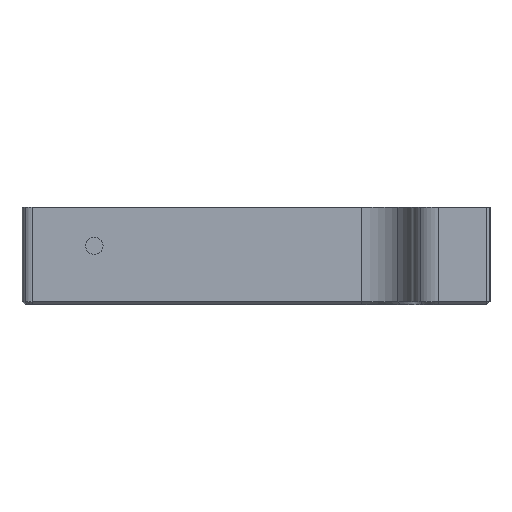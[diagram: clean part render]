
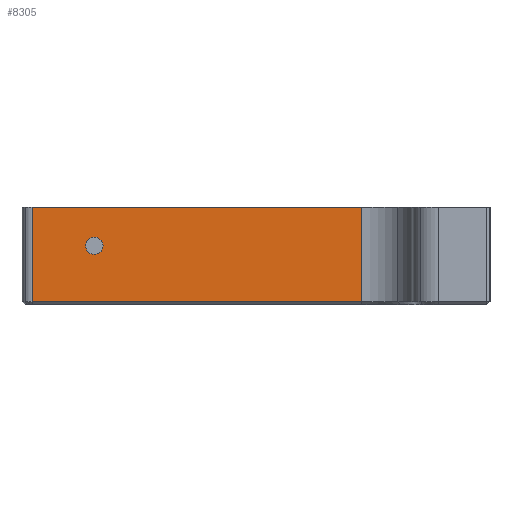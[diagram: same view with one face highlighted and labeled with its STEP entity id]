
A CAD part, left-side view. The second image highlights one B-rep face of the part: STEP entity #8305.
In plain terms, the highlighted planar face has unit normal (-1, 0, 0).
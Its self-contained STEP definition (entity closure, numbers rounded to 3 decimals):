
#24 = DIRECTION ( 'NONE',  ( 1., 0., 0. ) ) ;
#55 = ORIENTED_EDGE ( 'NONE', *, *, #7739, .F. ) ;
#237 = DIRECTION ( 'NONE',  ( 0., 0., 1. ) ) ;
#323 = CARTESIAN_POINT ( 'NONE',  ( -4., 10.1, 7.5 ) ) ;
#597 = CARTESIAN_POINT ( 'NONE',  ( -4., 10.1, 5.8 ) ) ;
#664 = LINE ( 'NONE', #2679, #1502 ) ;
#803 = CARTESIAN_POINT ( 'NONE',  ( -4., -42., 15. ) ) ;
#921 = VERTEX_POINT ( 'NONE', #5010 ) ;
#1142 = EDGE_CURVE ( 'NONE', #2525, #1384, #5401, .T. ) ;
#1384 = VERTEX_POINT ( 'NONE', #6463 ) ;
#1502 = VECTOR ( 'NONE', #3411, 1000. ) ;
#1655 = DIRECTION ( 'NONE',  ( 1., 0., 0. ) ) ;
#2119 = EDGE_LOOP ( 'NONE', ( #2265, #4762 ) ) ;
#2243 = ORIENTED_EDGE ( 'NONE', *, *, #4051, .F. ) ;
#2265 = ORIENTED_EDGE ( 'NONE', *, *, #3489, .T. ) ;
#2370 = CARTESIAN_POINT ( 'NONE',  ( -4., 22.2, -3.4 ) ) ;
#2503 = PLANE ( 'NONE',  #4840 ) ;
#2525 = VERTEX_POINT ( 'NONE', #597 ) ;
#2679 = CARTESIAN_POINT ( 'NONE',  ( -4., -7., -3.4 ) ) ;
#2692 = DIRECTION ( 'NONE',  ( 0., 0., 1. ) ) ;
#2830 = CARTESIAN_POINT ( 'NONE',  ( -4., -7., 15. ) ) ;
#2949 = CARTESIAN_POINT ( 'NONE',  ( -4., 22.2, 0. ) ) ;
#3043 = LINE ( 'NONE', #5722, #3994 ) ;
#3105 = CARTESIAN_POINT ( 'NONE',  ( -4., -7., -4. ) ) ;
#3411 = DIRECTION ( 'NONE',  ( 0., 1., 0. ) ) ;
#3489 = EDGE_CURVE ( 'NONE', #1384, #2525, #7870, .T. ) ;
#3793 = FACE_BOUND ( 'NONE', #2119, .T. ) ;
#3994 = VECTOR ( 'NONE', #7658, 1000. ) ;
#4051 = EDGE_CURVE ( 'NONE', #5994, #6947, #664, .T. ) ;
#4120 = VERTEX_POINT ( 'NONE', #803 ) ;
#4563 = EDGE_LOOP ( 'NONE', ( #2243, #6532, #55, #8461 ) ) ;
#4762 = ORIENTED_EDGE ( 'NONE', *, *, #1142, .T. ) ;
#4840 = AXIS2_PLACEMENT_3D ( 'NONE', #3105, #5143, #7650 ) ;
#5010 = CARTESIAN_POINT ( 'NONE',  ( -4., 22.2, 15. ) ) ;
#5064 = FACE_OUTER_BOUND ( 'NONE', #4563, .T. ) ;
#5143 = DIRECTION ( 'NONE',  ( -1., 0., 0. ) ) ;
#5401 = CIRCLE ( 'NONE', #6507, 1.7 ) ;
#5562 = DIRECTION ( 'NONE',  ( 0., -1., 0. ) ) ;
#5722 = CARTESIAN_POINT ( 'NONE',  ( -4., -42., 5.5 ) ) ;
#5994 = VERTEX_POINT ( 'NONE', #8163 ) ;
#6030 = CARTESIAN_POINT ( 'NONE',  ( -4., 10.1, 7.5 ) ) ;
#6074 = VECTOR ( 'NONE', #237, 1000. ) ;
#6288 = LINE ( 'NONE', #2949, #6074 ) ;
#6463 = CARTESIAN_POINT ( 'NONE',  ( -4., 10.1, 9.2 ) ) ;
#6507 = AXIS2_PLACEMENT_3D ( 'NONE', #6030, #24, #2692 ) ;
#6532 = ORIENTED_EDGE ( 'NONE', *, *, #6743, .F. ) ;
#6743 = EDGE_CURVE ( 'NONE', #4120, #5994, #3043, .T. ) ;
#6947 = VERTEX_POINT ( 'NONE', #2370 ) ;
#7165 = AXIS2_PLACEMENT_3D ( 'NONE', #323, #1655, #8343 ) ;
#7650 = DIRECTION ( 'NONE',  ( 0., 1., 0. ) ) ;
#7658 = DIRECTION ( 'NONE',  ( 0., 0., -1. ) ) ;
#7739 = EDGE_CURVE ( 'NONE', #921, #4120, #8225, .T. ) ;
#7870 = CIRCLE ( 'NONE', #7165, 1.7 ) ;
#8013 = VECTOR ( 'NONE', #5562, 1000. ) ;
#8151 = EDGE_CURVE ( 'NONE', #6947, #921, #6288, .T. ) ;
#8163 = CARTESIAN_POINT ( 'NONE',  ( -4., -42., -3.4 ) ) ;
#8225 = LINE ( 'NONE', #2830, #8013 ) ;
#8305 = ADVANCED_FACE ( 'NONE', ( #5064, #3793 ), #2503, .T. ) ;
#8343 = DIRECTION ( 'NONE',  ( 0., 0., 1. ) ) ;
#8461 = ORIENTED_EDGE ( 'NONE', *, *, #8151, .F. ) ;
